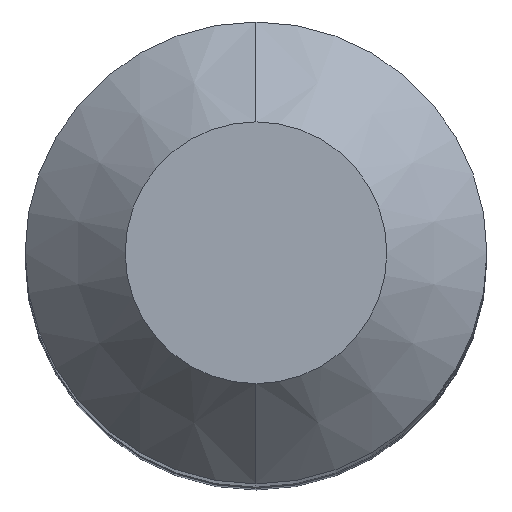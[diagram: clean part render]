
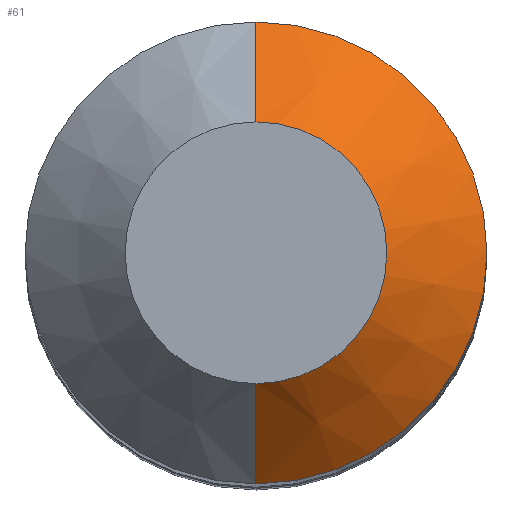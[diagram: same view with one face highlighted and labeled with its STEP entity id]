
A CAD part, top view. The second image highlights one B-rep face of the part: STEP entity #61.
In plain terms, the highlighted conical face has half-angle 45 degrees and reference radius 4.7 mm.
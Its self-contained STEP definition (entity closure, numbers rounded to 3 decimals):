
#61=ADVANCED_FACE('',(#135),#136,.T.);
#135=FACE_OUTER_BOUND('',#222,.T.);
#136=CONICAL_SURFACE('',#223,4.7,0.785);
#222=EDGE_LOOP('',(#319,#320,#321,#322));
#223=AXIS2_PLACEMENT_3D('',#323,#324,#325);
#319=ORIENTED_EDGE('',*,*,#481,.F.);
#320=ORIENTED_EDGE('',*,*,#482,.T.);
#321=ORIENTED_EDGE('',*,*,#483,.F.);
#322=ORIENTED_EDGE('',*,*,#477,.F.);
#323=CARTESIAN_POINT('',(0.,0.0,43.7));
#324=DIRECTION('',(0.,-0.0,-1.0));
#325=DIRECTION('',(0.0,1.0,0.0));
#477=EDGE_CURVE('',#571,#574,#575,.T.);
#481=EDGE_CURVE('',#579,#571,#580,.T.);
#482=EDGE_CURVE('',#579,#581,#582,.T.);
#483=EDGE_CURVE('',#574,#581,#583,.T.);
#571=VERTEX_POINT('',#668);
#574=VERTEX_POINT('',#672);
#575=CIRCLE('',#673,6.0);
#579=VERTEX_POINT('',#678);
#580=LINE('',#679,#680);
#581=VERTEX_POINT('',#681);
#582=CIRCLE('',#682,3.4);
#583=LINE('',#683,#684);
#668=CARTESIAN_POINT('',(0.,6.0,42.4));
#672=CARTESIAN_POINT('',(0.,-6.0,42.4));
#673=AXIS2_PLACEMENT_3D('',#772,#773,#774);
#678=CARTESIAN_POINT('',(0.,3.4,45.0));
#679=CARTESIAN_POINT('',(0.,4.7,43.7));
#680=VECTOR('',#779,1.0);
#681=CARTESIAN_POINT('',(0.,-3.4,45.0));
#682=AXIS2_PLACEMENT_3D('',#780,#781,#782);
#683=CARTESIAN_POINT('',(0.,-4.7,43.7));
#684=VECTOR('',#783,1.0);
#772=CARTESIAN_POINT('',(0.,0.0,42.4));
#773=DIRECTION('',(0.,0.0,-1.0));
#774=DIRECTION('',(0.0,1.0,0.0));
#779=DIRECTION('',(0.,0.707,-0.707));
#780=CARTESIAN_POINT('',(0.,0.0,45.0));
#781=DIRECTION('',(0.,0.0,-1.0));
#782=DIRECTION('',(0.0,1.0,0.0));
#783=DIRECTION('',(0.,0.707,0.707));
